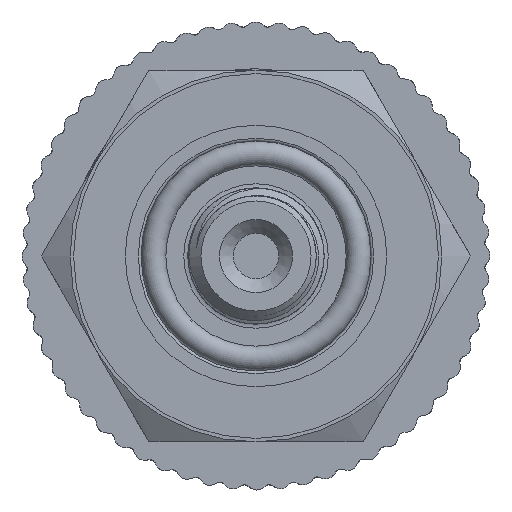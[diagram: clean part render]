
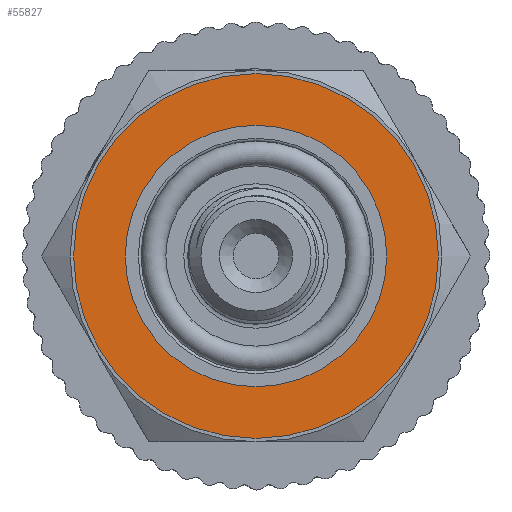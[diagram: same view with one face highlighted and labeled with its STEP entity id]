
A CAD part, left-side view. The second image highlights one B-rep face of the part: STEP entity #55827.
In plain terms, the highlighted planar face has unit normal (-1, 0, 0).
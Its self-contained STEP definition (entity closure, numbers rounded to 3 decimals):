
#5074=PLANE('',#59228);
#7223=FACE_BOUND('',#11839,.T.);
#8291=FACE_OUTER_BOUND('',#11838,.T.);
#11838=EDGE_LOOP('',(#38858));
#11839=EDGE_LOOP('',(#38859));
#15473=CIRCLE('',#59206,13.25);
#15484=CIRCLE('',#59227,9.5);
#22885=VERTEX_POINT('',#93094);
#22898=VERTEX_POINT('',#94725);
#29011=EDGE_CURVE('',#22885,#22885,#15473,.T.);
#29038=EDGE_CURVE('',#22898,#22898,#15484,.T.);
#38858=ORIENTED_EDGE('',*,*,#29011,.T.);
#38859=ORIENTED_EDGE('',*,*,#29038,.T.);
#55827=ADVANCED_FACE('',(#8291,#7223),#5074,.T.);
#59206=AXIS2_PLACEMENT_3D('',#93095,#67335,#67336);
#59227=AXIS2_PLACEMENT_3D('',#94726,#67380,#67381);
#59228=AXIS2_PLACEMENT_3D('',#94728,#67383,#67384);
#67335=DIRECTION('center_axis',(-1.,0.,0.));
#67336=DIRECTION('ref_axis',(0.,1.,0.));
#67380=DIRECTION('center_axis',(1.,0.,0.));
#67381=DIRECTION('ref_axis',(0.,0.,-1.));
#67383=DIRECTION('center_axis',(-1.,0.,0.));
#67384=DIRECTION('ref_axis',(0.,0.,1.));
#93094=CARTESIAN_POINT('',(-48.,-13.25,0.));
#93095=CARTESIAN_POINT('Origin',(-48.,0.,0.));
#94725=CARTESIAN_POINT('',(-48.,-9.5,0.));
#94726=CARTESIAN_POINT('Origin',(-48.,0.,0.));
#94728=CARTESIAN_POINT('Origin',(-48.,13.5,0.));
